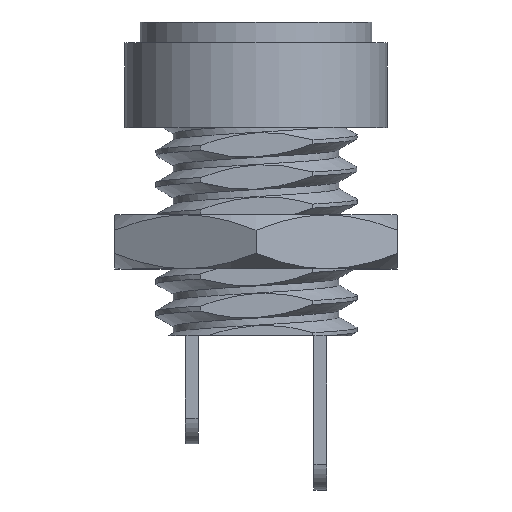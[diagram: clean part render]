
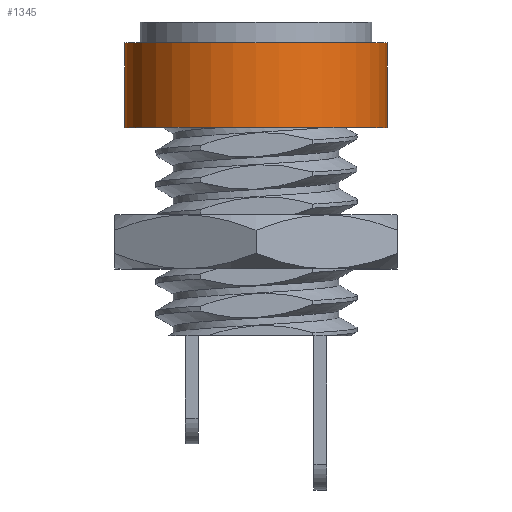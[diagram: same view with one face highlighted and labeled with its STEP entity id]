
A CAD part, top view. The second image highlights one B-rep face of the part: STEP entity #1345.
In plain terms, the highlighted cylindrical face has radius 5.1 mm (diameter 10.2 mm), a full revolution.
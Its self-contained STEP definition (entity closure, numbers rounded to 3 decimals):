
#88=FACE_BOUND('',#416,.T.);
#115=CYLINDRICAL_SURFACE('',#1457,5.1);
#320=FACE_OUTER_BOUND('',#415,.T.);
#415=EDGE_LOOP('',(#1165));
#416=EDGE_LOOP('',(#1166));
#533=CIRCLE('',#1391,5.1);
#552=CIRCLE('',#1453,5.1);
#582=VERTEX_POINT('',#2100);
#667=VERTEX_POINT('',#4003);
#716=EDGE_CURVE('',#582,#582,#533,.T.);
#840=EDGE_CURVE('',#667,#667,#552,.T.);
#1165=ORIENTED_EDGE('',*,*,#716,.T.);
#1166=ORIENTED_EDGE('',*,*,#840,.F.);
#1345=ADVANCED_FACE('',(#320,#88),#115,.T.);
#1391=AXIS2_PLACEMENT_3D('',#2101,#1530,#1531);
#1453=AXIS2_PLACEMENT_3D('',#4004,#1701,#1702);
#1457=AXIS2_PLACEMENT_3D('',#4010,#1709,#1710);
#1530=DIRECTION('center_axis',(0.,1.,0.));
#1531=DIRECTION('ref_axis',(0.,0.,1.));
#1701=DIRECTION('center_axis',(0.,1.,0.));
#1702=DIRECTION('ref_axis',(0.,0.,1.));
#1709=DIRECTION('center_axis',(0.,1.,0.));
#1710=DIRECTION('ref_axis',(0.,0.,1.));
#2100=CARTESIAN_POINT('',(0.,8.1,5.1));
#2101=CARTESIAN_POINT('Origin',(0.,8.1,0.));
#4003=CARTESIAN_POINT('',(0.,11.4,5.1));
#4004=CARTESIAN_POINT('Origin',(0.,11.4,0.));
#4010=CARTESIAN_POINT('Origin',(0.,10.,0.));
